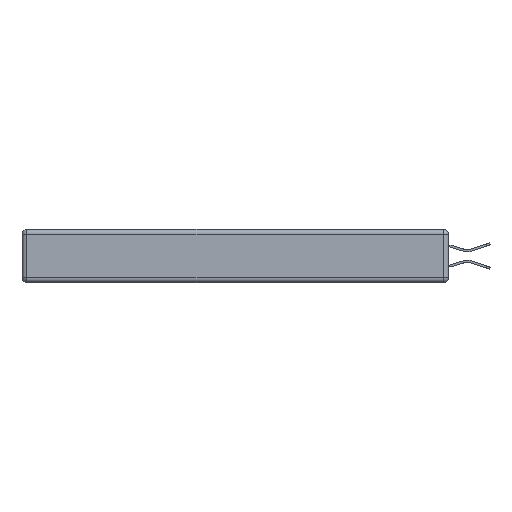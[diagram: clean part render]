
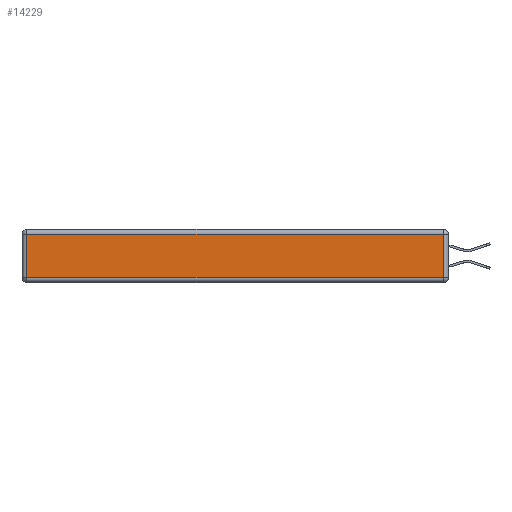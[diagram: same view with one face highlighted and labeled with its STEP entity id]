
A CAD part, left-side view. The second image highlights one B-rep face of the part: STEP entity #14229.
In plain terms, the highlighted planar face has unit normal (-1, 0, 0).
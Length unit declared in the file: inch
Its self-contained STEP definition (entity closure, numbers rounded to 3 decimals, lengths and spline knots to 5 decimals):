
#512 = AXIS2_PLACEMENT_3D ( 'NONE', #1396, #9590, #11624 ) ;
#528 = VECTOR ( 'NONE', #14861, 39.37008 ) ;
#751 = LINE ( 'NONE', #6915, #528 ) ;
#1396 = CARTESIAN_POINT ( 'NONE',  ( 0., 0., -0.343 ) ) ;
#1514 = VECTOR ( 'NONE', #15132, 39.37008 ) ;
#1539 = ORIENTED_EDGE ( 'NONE', *, *, #9660, .T. ) ;
#1827 = VERTEX_POINT ( 'NONE', #3586 ) ;
#2250 = DIRECTION ( 'NONE',  ( 0., 1., 0. ) ) ;
#2980 = CARTESIAN_POINT ( 'NONE',  ( 0., 2.72, -0.313 ) ) ;
#3363 = LINE ( 'NONE', #6235, #3986 ) ;
#3586 = CARTESIAN_POINT ( 'NONE',  ( 0., 2.72, -0.03 ) ) ;
#3937 = VERTEX_POINT ( 'NONE', #16071 ) ;
#3986 = VECTOR ( 'NONE', #8899, 39.37008 ) ;
#6235 = CARTESIAN_POINT ( 'NONE',  ( 0., 0.03, -0.343 ) ) ;
#6915 = CARTESIAN_POINT ( 'NONE',  ( 0., 0., -0.313 ) ) ;
#7294 = FACE_OUTER_BOUND ( 'NONE', #7876, .T. ) ;
#7722 = ORIENTED_EDGE ( 'NONE', *, *, #17117, .T. ) ;
#7876 = EDGE_LOOP ( 'NONE', ( #7722, #9500, #12650, #1539 ) ) ;
#8899 = DIRECTION ( 'NONE',  ( 0., 0., 1. ) ) ;
#9500 = ORIENTED_EDGE ( 'NONE', *, *, #13422, .T. ) ;
#9590 = DIRECTION ( 'NONE',  ( -1., 0., 0. ) ) ;
#9660 = EDGE_CURVE ( 'NONE', #1827, #11422, #11864, .T. ) ;
#9963 = CARTESIAN_POINT ( 'NONE',  ( 0., 2.72, -0.343 ) ) ;
#11415 = PLANE ( 'NONE',  #512 ) ;
#11422 = VERTEX_POINT ( 'NONE', #2980 ) ;
#11610 = CARTESIAN_POINT ( 'NONE',  ( 0., 2.75, -0.03 ) ) ;
#11624 = DIRECTION ( 'NONE',  ( 0., 0., 1. ) ) ;
#11864 = LINE ( 'NONE', #9963, #1514 ) ;
#12650 = ORIENTED_EDGE ( 'NONE', *, *, #13375, .T. ) ;
#13375 = EDGE_CURVE ( 'NONE', #3937, #1827, #13479, .T. ) ;
#13422 = EDGE_CURVE ( 'NONE', #14992, #3937, #3363, .T. ) ;
#13479 = LINE ( 'NONE', #11610, #16557 ) ;
#14229 = ADVANCED_FACE ( 'NONE', ( #7294 ), #11415, .T. ) ;
#14831 = CARTESIAN_POINT ( 'NONE',  ( 0., 0.03, -0.313 ) ) ;
#14861 = DIRECTION ( 'NONE',  ( 0., -1., 0. ) ) ;
#14992 = VERTEX_POINT ( 'NONE', #14831 ) ;
#15132 = DIRECTION ( 'NONE',  ( 0., 0., -1. ) ) ;
#16071 = CARTESIAN_POINT ( 'NONE',  ( 0., 0.03, -0.03 ) ) ;
#16557 = VECTOR ( 'NONE', #2250, 39.37008 ) ;
#17117 = EDGE_CURVE ( 'NONE', #11422, #14992, #751, .T. ) ;
